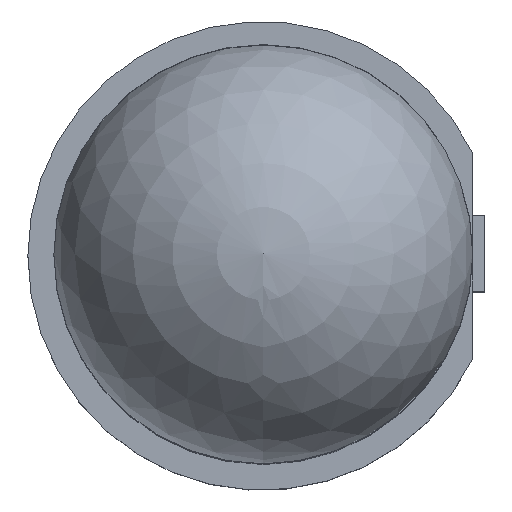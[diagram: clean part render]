
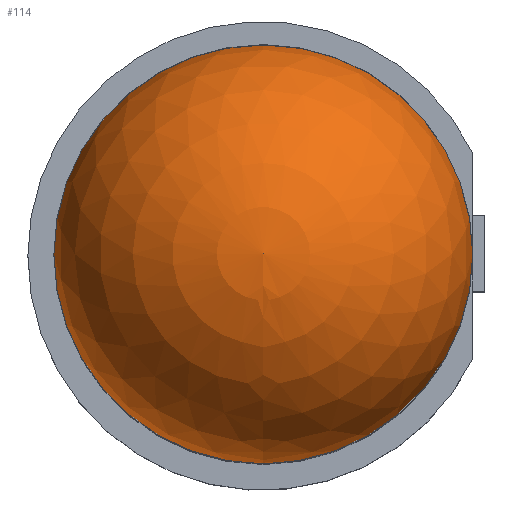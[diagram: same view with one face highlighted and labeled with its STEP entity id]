
A CAD part, top view. The second image highlights one B-rep face of the part: STEP entity #114.
In plain terms, the highlighted spherical face has radius 1.475 mm.
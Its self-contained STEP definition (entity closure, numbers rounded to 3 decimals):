
#96 = EDGE_CURVE ( 'NONE', #927, #980, #783, .T. ) ;
#114 = ADVANCED_FACE ( 'N', ( #1093 ), #1314, .T. ) ;
#312 = CARTESIAN_POINT ( 'NONE',  ( 1.264, 0.004, 3.5 ) ) ;
#360 = AXIS2_PLACEMENT_3D ( 'NONE', #312, #732, #860 ) ;
#436 = DIRECTION ( 'NONE',  ( 0., 0., -1. ) ) ;
#445 = CARTESIAN_POINT ( 'NONE',  ( 1.264, 0.004, 3.5 ) ) ;
#522 = CARTESIAN_POINT ( 'NONE',  ( 2.739, 0.004, 3.5 ) ) ;
#533 = EDGE_LOOP ( 'NONE', ( #804, #549 ) ) ;
#548 = DIRECTION ( 'NONE',  ( 0., -1., 0. ) ) ;
#549 = ORIENTED_EDGE ( 'NONE', *, *, #929, .T. ) ;
#732 = DIRECTION ( 'NONE',  ( 0., 0., -1. ) ) ;
#783 = CIRCLE ( 'NONE', #360, 1.475 ) ;
#791 = CIRCLE ( 'NONE', #813, 1.475 ) ;
#804 = ORIENTED_EDGE ( 'NONE', *, *, #96, .F. ) ;
#813 = AXIS2_PLACEMENT_3D ( 'NONE', #1173, #1279, #835 ) ;
#835 = DIRECTION ( 'NONE',  ( 1., 0., 0. ) ) ;
#860 = DIRECTION ( 'NONE',  ( 0., 1., 0. ) ) ;
#927 = VERTEX_POINT ( 'NONE', #1161 ) ;
#929 = EDGE_CURVE ( 'NONE', #927, #980, #791, .T. ) ;
#980 = VERTEX_POINT ( 'NONE', #522 ) ;
#1083 = AXIS2_PLACEMENT_3D ( 'NONE', #445, #436, #548 ) ;
#1093 = FACE_OUTER_BOUND ( 'NONE', #533, .T. ) ;
#1161 = CARTESIAN_POINT ( 'NONE',  ( -0.211, 0.004, 3.5 ) ) ;
#1173 = CARTESIAN_POINT ( 'NONE',  ( 1.264, 0.004, 3.5 ) ) ;
#1279 = DIRECTION ( 'NONE',  ( 0., 0., 1. ) ) ;
#1314 = SPHERICAL_SURFACE ( 'NONE', #1083, 1.475 ) ;
